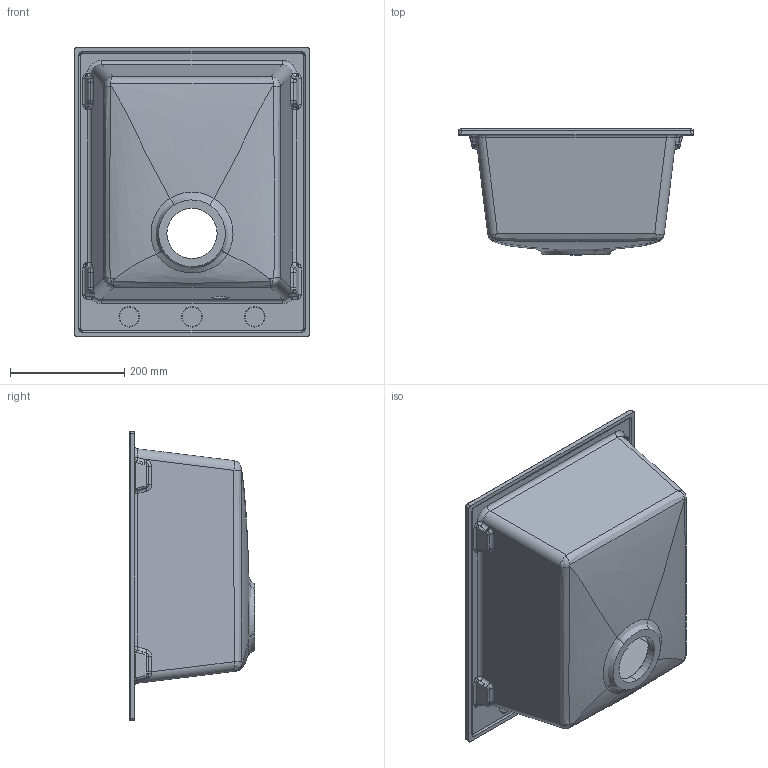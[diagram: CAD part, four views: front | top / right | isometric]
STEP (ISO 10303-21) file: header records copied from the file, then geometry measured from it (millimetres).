
FILE_DESCRIPTION (( 'STEP AP214' ), '1' );
FILE_NAME ('Jersey 410.STEP', '2020-03-24T12:46:27', ( '' ), ( '' ), 'SwSTEP 2.0', 'SolidWorks 2018', '' );
FILE_SCHEMA (( 'AUTOMOTIVE_DESIGN' ));
Length unit declared in the file: millimetre
Products named in the file (1): Jersey 410
Bounding box: 411.05 x 220 x 506.05 mm (x, y, z)
Volume: 3507971.3 mm3; surface area: 878156.5 mm2
Topology: 1 solids, 1 shells, 240 faces, 574 edges, 334 vertices
Faces by surface type: bspline 120, cylinder 72, plane 34, torus 14
Entity records: 19669 total; most frequent: CARTESIAN_POINT 15118, ORIENTED_EDGE 1132, DIRECTION 720, EDGE_CURVE 566, VERTEX_POINT 334, AXIS2_PLACEMENT_3D 295, EDGE_LOOP 250, FACE_OUTER_BOUND 240
